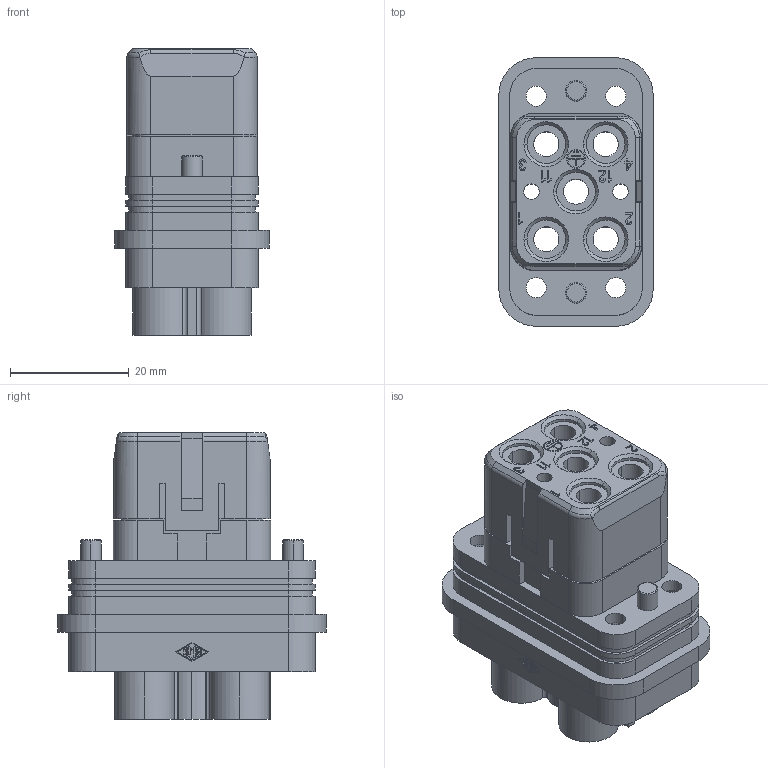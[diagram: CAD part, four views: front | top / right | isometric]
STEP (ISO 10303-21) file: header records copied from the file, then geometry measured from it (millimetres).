
FILE_DESCRIPTION(('OneSpaceDesigner STEP Export'),'2;1');
FILE_NAME('CQM_04-2.stp','2008-02-18T 9:48:02',(''),(''),'OneSpace Designer STEP processor for AP214 (Solid Model)','OneSpace Modeling 15.50B 03-Nov-2007 (C) CoCreate Software GmbH','');
FILE_SCHEMA(('AUTOMOTIVE_DESIGN { 1 0 10303 214 1 1 1 1 }'));
Length unit declared in the file: millimetre
Products named in the file (2): CQM_04-2
Assembly tree (1 placements, depth 2):
  CQM_04-2
    CQM_04-2
Bounding box: 26 x 45.2 x 48.2 mm (x, y, z)
Volume: 18407.5 mm3; surface area: 16875.2 mm2
Topology: 1 solids, 1 shells, 882 faces, 2421 edges, 1600 vertices
Faces by surface type: plane 679, cylinder 165, torus 18, cone 14, bspline 6
Entity records: 30334 total; most frequent: CARTESIAN_POINT 5857, ORIENTED_EDGE 4842, DIRECTION 4051, EDGE_CURVE 2421, VECTOR 1969, LINE 1969, VERTEX_POINT 1600, AXIS2_PLACEMENT_3D 1041
